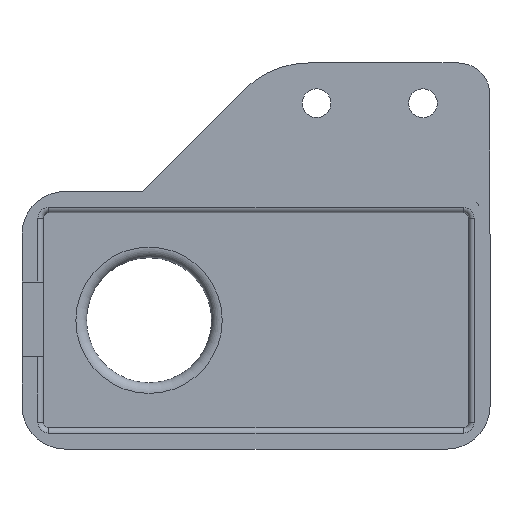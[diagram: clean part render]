
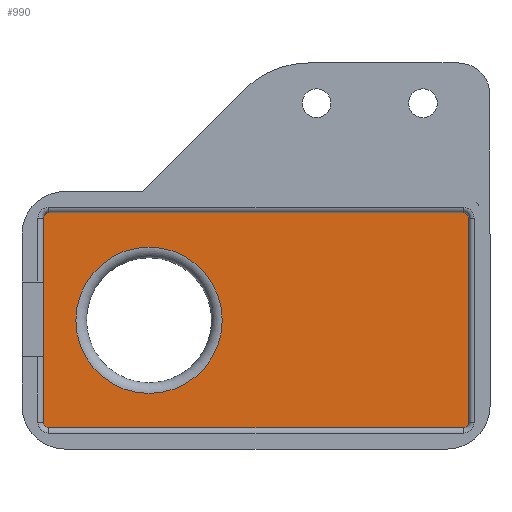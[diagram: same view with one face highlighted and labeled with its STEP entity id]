
A CAD part, front view. The second image highlights one B-rep face of the part: STEP entity #990.
In plain terms, the highlighted planar face has unit normal (0, -1, 0).
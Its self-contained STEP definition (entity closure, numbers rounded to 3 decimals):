
#27=FACE_BOUND('',#175,.T.);
#44=PLANE('',#1128);
#111=FACE_OUTER_BOUND('',#174,.T.);
#174=EDGE_LOOP('',(#899,#900,#901,#902,#903,#904,#905,#906));
#175=EDGE_LOOP('',(#907));
#234=CIRCLE('',#1110,0.5);
#235=CIRCLE('',#1112,0.5);
#236=CIRCLE('',#1114,0.5);
#237=CIRCLE('',#1116,0.5);
#241=CIRCLE('',#1127,6.875);
#311=LINE('',#1727,#386);
#312=LINE('',#1729,#387);
#313=LINE('',#1731,#388);
#315=LINE('',#1734,#390);
#386=VECTOR('',#1426,10.);
#387=VECTOR('',#1429,10.);
#388=VECTOR('',#1432,10.);
#390=VECTOR('',#1436,10.);
#468=VERTEX_POINT('',#1703);
#469=VERTEX_POINT('',#1705);
#470=VERTEX_POINT('',#1709);
#471=VERTEX_POINT('',#1711);
#472=VERTEX_POINT('',#1715);
#473=VERTEX_POINT('',#1717);
#474=VERTEX_POINT('',#1721);
#475=VERTEX_POINT('',#1723);
#478=VERTEX_POINT('',#1743);
#601=EDGE_CURVE('',#469,#468,#234,.T.);
#604=EDGE_CURVE('',#471,#470,#235,.T.);
#607=EDGE_CURVE('',#473,#472,#236,.T.);
#610=EDGE_CURVE('',#475,#474,#237,.T.);
#612=EDGE_CURVE('',#468,#471,#311,.T.);
#613=EDGE_CURVE('',#470,#473,#312,.T.);
#614=EDGE_CURVE('',#472,#475,#313,.T.);
#616=EDGE_CURVE('',#474,#469,#315,.T.);
#621=EDGE_CURVE('',#478,#478,#241,.T.);
#899=ORIENTED_EDGE('',*,*,#601,.T.);
#900=ORIENTED_EDGE('',*,*,#612,.T.);
#901=ORIENTED_EDGE('',*,*,#604,.T.);
#902=ORIENTED_EDGE('',*,*,#613,.T.);
#903=ORIENTED_EDGE('',*,*,#607,.T.);
#904=ORIENTED_EDGE('',*,*,#614,.T.);
#905=ORIENTED_EDGE('',*,*,#610,.T.);
#906=ORIENTED_EDGE('',*,*,#616,.T.);
#907=ORIENTED_EDGE('',*,*,#621,.T.);
#990=ADVANCED_FACE('',(#111,#27),#44,.T.);
#1110=AXIS2_PLACEMENT_3D('',#1706,#1403,#1404);
#1112=AXIS2_PLACEMENT_3D('',#1712,#1409,#1410);
#1114=AXIS2_PLACEMENT_3D('',#1718,#1415,#1416);
#1116=AXIS2_PLACEMENT_3D('',#1724,#1421,#1422);
#1127=AXIS2_PLACEMENT_3D('',#1745,#1450,#1451);
#1128=AXIS2_PLACEMENT_3D('',#1746,#1452,#1453);
#1403=DIRECTION('center_axis',(0.,-1.,0.));
#1404=DIRECTION('ref_axis',(-0.707,0.,-0.707));
#1409=DIRECTION('center_axis',(0.,-1.,0.));
#1410=DIRECTION('ref_axis',(0.707,0.,-0.707));
#1415=DIRECTION('center_axis',(0.,-1.,0.));
#1416=DIRECTION('ref_axis',(0.707,0.,0.707));
#1421=DIRECTION('center_axis',(0.,-1.,0.));
#1422=DIRECTION('ref_axis',(-0.707,0.,0.707));
#1426=DIRECTION('',(1.,0.,0.));
#1429=DIRECTION('',(0.,0.,1.));
#1432=DIRECTION('',(-1.,0.,0.));
#1436=DIRECTION('',(0.,0.,-1.));
#1450=DIRECTION('center_axis',(0.,1.,0.));
#1451=DIRECTION('ref_axis',(0.,0.,
1.));
#1452=DIRECTION('center_axis',(0.,-1.,0.));
#1453=DIRECTION('ref_axis',(0.,0.,
-1.));
#1703=CARTESIAN_POINT('',(-90.97,30.124,-114.791));
#1705=CARTESIAN_POINT('',(-91.47,30.124,-114.291));
#1706=CARTESIAN_POINT('Origin',(-90.97,30.124,-114.291));
#1709=CARTESIAN_POINT('',(-51.5,30.124,-114.291));
#1711=CARTESIAN_POINT('',(-52.,30.124,-114.791));
#1712=CARTESIAN_POINT('Origin',(-52.,30.124,-114.291));
#1715=CARTESIAN_POINT('',(-52.,30.124,-94.601));
#1717=CARTESIAN_POINT('',(-51.5,30.124,-95.101));
#1718=CARTESIAN_POINT('Origin',(-52.,30.124,-95.101));
#1721=CARTESIAN_POINT('',(-91.47,30.124,-95.101));
#1723=CARTESIAN_POINT('',(-90.97,30.124,-94.601));
#1724=CARTESIAN_POINT('Origin',(-90.97,30.124,-95.101));
#1727=CARTESIAN_POINT('',(-51.5,30.124,-114.791));
#1729=CARTESIAN_POINT('',(-51.5,30.124,-94.601));
#1731=CARTESIAN_POINT('',(-91.47,30.124,-94.601));
#1734=CARTESIAN_POINT('',(-91.47,30.124,-114.791));
#1743=CARTESIAN_POINT('',(-81.533,30.124,-97.821));
#1745=CARTESIAN_POINT('Origin',(-81.533,30.124,-104.696));
#1746=CARTESIAN_POINT('Origin',(-71.485,30.124,-104.696));
